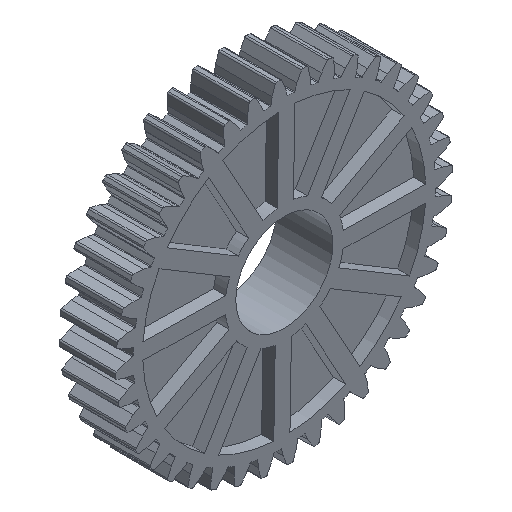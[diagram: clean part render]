
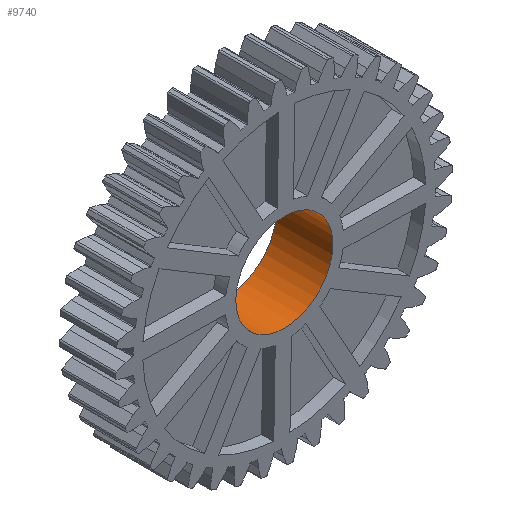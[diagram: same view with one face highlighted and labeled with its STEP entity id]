
A CAD part, isometric view. The second image highlights one B-rep face of the part: STEP entity #9740.
In plain terms, the highlighted cylindrical face has radius 6 mm (diameter 12 mm), a full revolution.
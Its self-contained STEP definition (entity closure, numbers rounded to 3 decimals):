
#15=FACE_BOUND('',#1441,.T.);
#138=CIRCLE('',#10364,6.);
#139=CIRCLE('',#10365,6.);
#592=CYLINDRICAL_SURFACE('',#10363,6.);
#915=FACE_OUTER_BOUND('',#1440,.T.);
#1440=EDGE_LOOP('',(#6834));
#1441=EDGE_LOOP('',(#6835));
#4052=VERTEX_POINT('',#14826);
#4053=VERTEX_POINT('',#14828);
#5146=EDGE_CURVE('',#4052,#4052,#138,.T.);
#5147=EDGE_CURVE('',#4053,#4053,#139,.T.);
#6834=ORIENTED_EDGE('',*,*,#5146,.F.);
#6835=ORIENTED_EDGE('',*,*,#5147,.F.);
#9740=ADVANCED_FACE('',(#915,#15),#592,.F.);
#10363=AXIS2_PLACEMENT_3D('',#14825,#11800,#11801);
#10364=AXIS2_PLACEMENT_3D('',#14827,#11802,#11803);
#10365=AXIS2_PLACEMENT_3D('',#14829,#11804,#11805);
#11800=DIRECTION('center_axis',(0.,-1.,0.));
#11801=DIRECTION('ref_axis',(1.,0.,0.));
#11802=DIRECTION('center_axis',(0.,1.,0.));
#11803=DIRECTION('ref_axis',(1.,0.,0.));
#11804=DIRECTION('center_axis',(0.,-1.,0.));
#11805=DIRECTION('ref_axis',(1.,0.,0.));
#14825=CARTESIAN_POINT('Origin',(0.,0.,0.));
#14826=CARTESIAN_POINT('',(-6.,-7.,0.));
#14827=CARTESIAN_POINT('Origin',(0.,-7.,0.));
#14828=CARTESIAN_POINT('',(-6.,0.,0.));
#14829=CARTESIAN_POINT('Origin',(0.,0.,0.));
